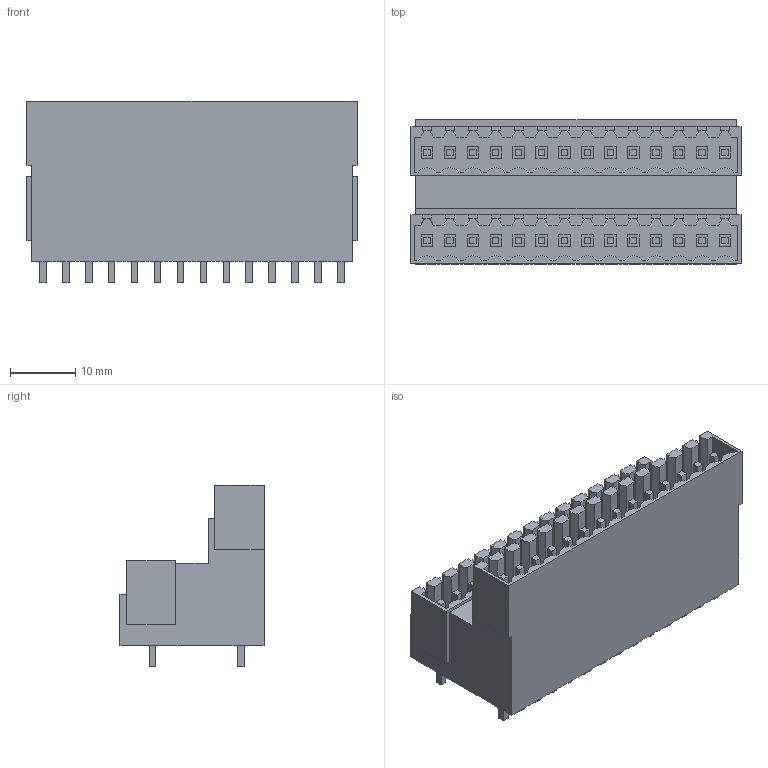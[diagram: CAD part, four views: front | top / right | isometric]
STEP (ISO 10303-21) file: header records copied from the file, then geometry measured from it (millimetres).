
FILE_DESCRIPTION(('CATIA V5 STEP Exchange','CAx-IF Rec.Pracs.--- Model Styling and Organization---1.4--- 2014-01-23'),'2;1');
FILE_NAME ('D1454167_0_1641170000_1641170000.stp','2019-11-15T07:50:19+00:00',('none'),('Weidmueller'),'CATIA Version 5-6 Release 2016 SP3 HF44','CATIA V5 STEP AP214','none');
FILE_SCHEMA(('AUTOMOTIVE_DESIGN { 1 0 10303 214 1 1 1 1 }'));
Length unit declared in the file: millimetre
Products named in the file (3): 1641170000; Housing; Loetstift_180
Assembly tree (2 placements, depth 2):
  1641170000
    Housing
    Loetstift_180
Bounding box: 50.4 x 22 x 27.77 mm (x, y, z)
Volume: 14739.2 mm3; surface area: 10149.5 mm2
Topology: 29 solids, 29 shells, 674 faces, 1930 edges, 1342 vertices
Faces by surface type: plane 646, cylinder 28
Entity records: 21047 total; most frequent: ORIENTED_EDGE 3860, CARTESIAN_POINT 3696, DIRECTION 2778, EDGE_CURVE 1930, VECTOR 1874, LINE 1874, VERTEX_POINT 1342, EDGE_LOOP 702
